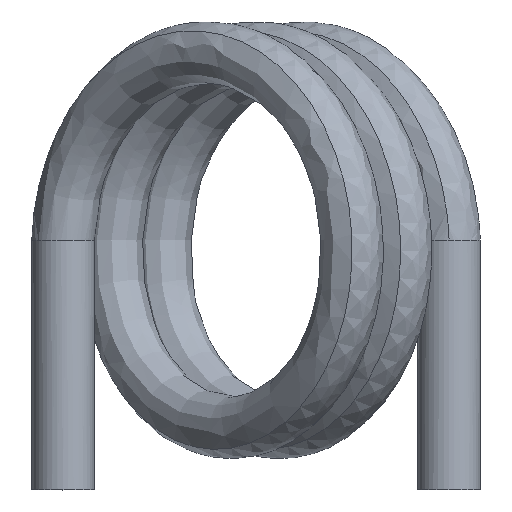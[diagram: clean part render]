
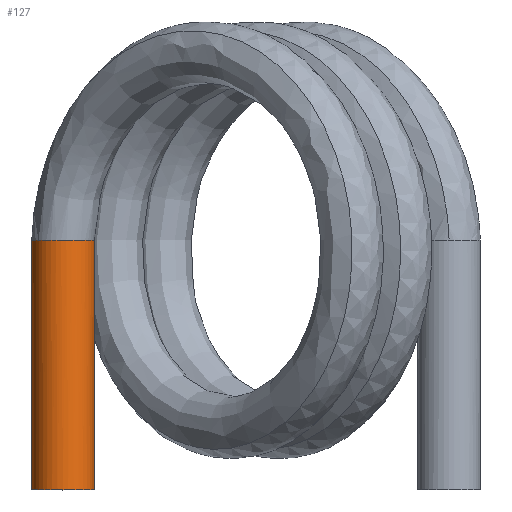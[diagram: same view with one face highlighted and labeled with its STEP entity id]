
A CAD part, top view. The second image highlights one B-rep face of the part: STEP entity #127.
In plain terms, the highlighted cylindrical face has radius 0.25 mm (diameter 0.5 mm), a full revolution.
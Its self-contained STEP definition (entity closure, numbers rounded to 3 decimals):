
#15=LINE('',#917,#17);
#17=VECTOR('',#202,0.25);
#19=CYLINDRICAL_SURFACE('',#164,0.25);
#27=FACE_OUTER_BOUND('',#33,.T.);
#33=EDGE_LOOP('',(#104,#105,#106,#107,#108,#109,#110,#111,#112));
#34=CIRCLE('',#148,0.25);
#35=CIRCLE('',#149,0.25);
#36=CIRCLE('',#150,0.25);
#41=CIRCLE('',#157,0.25);
#42=CIRCLE('',#158,0.25);
#45=CIRCLE('',#162,0.25);
#46=CIRCLE('',#163,0.25);
#49=VERTEX_POINT('',#514);
#51=VERTEX_POINT('',#547);
#52=VERTEX_POINT('',#549);
#53=VERTEX_POINT('',#551);
#58=VERTEX_POINT('',#594);
#59=VERTEX_POINT('',#595);
#61=VERTEX_POINT('',#913);
#63=EDGE_CURVE('',#49,#51,#34,.T.);
#64=EDGE_CURVE('',#51,#52,#35,.T.);
#65=EDGE_CURVE('',#52,#53,#36,.T.);
#71=EDGE_CURVE('',#58,#59,#41,.F.);
#72=EDGE_CURVE('',#59,#58,#42,.F.);
#76=EDGE_CURVE('',#53,#61,#45,.T.);
#77=EDGE_CURVE('',#61,#49,#46,.T.);
#78=EDGE_CURVE('',#52,#59,#15,.T.);
#104=ORIENTED_EDGE('',*,*,#64,.F.);
#105=ORIENTED_EDGE('',*,*,#63,.F.);
#106=ORIENTED_EDGE('',*,*,#77,.F.);
#107=ORIENTED_EDGE('',*,*,#76,.F.);
#108=ORIENTED_EDGE('',*,*,#65,.F.);
#109=ORIENTED_EDGE('',*,*,#78,.T.);
#110=ORIENTED_EDGE('',*,*,#72,.T.);
#111=ORIENTED_EDGE('',*,*,#71,.T.);
#112=ORIENTED_EDGE('',*,*,#78,.F.);
#127=ADVANCED_FACE('',(#27),#19,.T.);
#148=AXIS2_PLACEMENT_3D('',#548,#167,#168);
#149=AXIS2_PLACEMENT_3D('',#550,#169,#170);
#150=AXIS2_PLACEMENT_3D('',#552,#171,#172);
#157=AXIS2_PLACEMENT_3D('',#596,#185,#186);
#158=AXIS2_PLACEMENT_3D('',#597,#187,#188);
#162=AXIS2_PLACEMENT_3D('',#914,#196,#197);
#163=AXIS2_PLACEMENT_3D('',#915,#198,#199);
#164=AXIS2_PLACEMENT_3D('',#916,#200,#201);
#167=DIRECTION('center_axis',(0.,1.,0.));
#168=DIRECTION('ref_axis',(-1.,0.,0.));
#169=DIRECTION('center_axis',(0.,1.,0.));
#170=DIRECTION('ref_axis',(-1.,0.,0.));
#171=DIRECTION('center_axis',(0.,1.,0.));
#172=DIRECTION('ref_axis',(-1.,0.,0.));
#185=DIRECTION('center_axis',(0.,-1.,0.));
#186=DIRECTION('ref_axis',(0.,0.,-1.));
#187=DIRECTION('center_axis',(0.,-1.,0.));
#188=DIRECTION('ref_axis',(0.,0.,-1.));
#196=DIRECTION('center_axis',(0.,1.,0.));
#197=DIRECTION('ref_axis',(-1.,0.,0.));
#198=DIRECTION('center_axis',(0.,1.,0.));
#199=DIRECTION('ref_axis',(-1.,0.,0.));
#200=DIRECTION('center_axis',(0.,1.,0.));
#201=DIRECTION('ref_axis',(-1.,0.,0.));
#202=DIRECTION('',(0.,-1.,0.));
#514=CARTESIAN_POINT('',(14.906,3.,-11.713));
#547=CARTESIAN_POINT('',(15.333,3.,-11.536));
#548=CARTESIAN_POINT('Origin',(15.156,3.,-11.713));
#549=CARTESIAN_POINT('',(15.406,3.,-11.713));
#550=CARTESIAN_POINT('Origin',(15.156,3.,-11.713));
#551=CARTESIAN_POINT('',(15.156,3.,-11.963));
#552=CARTESIAN_POINT('Origin',(15.156,3.,-11.713));
#594=CARTESIAN_POINT('',(15.156,1.,-11.963));
#595=CARTESIAN_POINT('',(15.406,1.,-11.713));
#596=CARTESIAN_POINT('Origin',(15.156,1.,-11.713));
#597=CARTESIAN_POINT('Origin',(15.156,1.,-11.713));
#913=CARTESIAN_POINT('',(14.98,3.,-11.89));
#914=CARTESIAN_POINT('Origin',(15.156,3.,-11.713));
#915=CARTESIAN_POINT('Origin',(15.156,3.,-11.713));
#916=CARTESIAN_POINT('Origin',(15.156,-500000.,-11.713));
#917=CARTESIAN_POINT('',(15.406,-500000.,-11.713));
